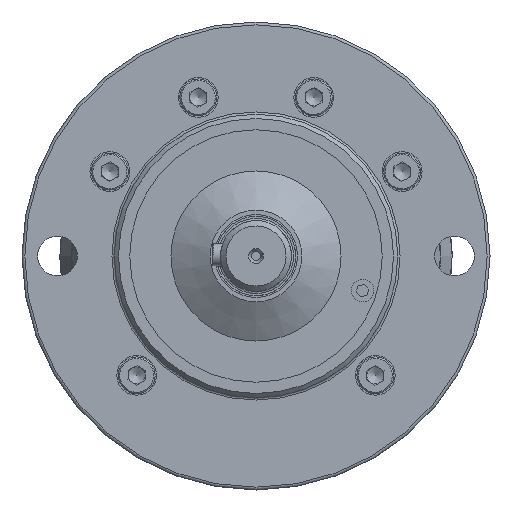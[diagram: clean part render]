
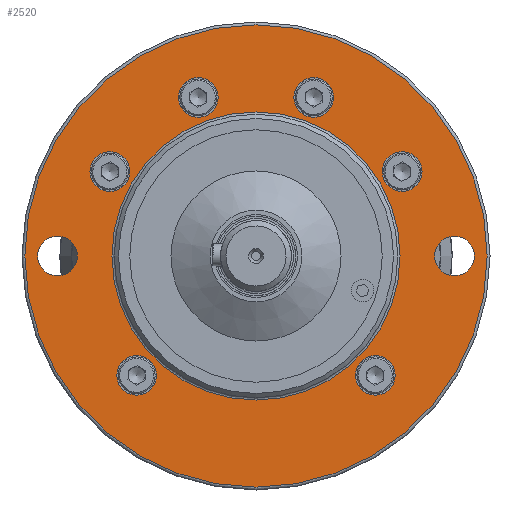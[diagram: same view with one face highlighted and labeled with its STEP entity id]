
A CAD part, front view. The second image highlights one B-rep face of the part: STEP entity #2520.
In plain terms, the highlighted planar face has unit normal (0, -1, 0).
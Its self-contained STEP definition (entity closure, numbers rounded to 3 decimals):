
#1766=PLANE('',#7878);
#2520=ADVANCED_FACE('',(#2835,#2836,#2837,#2838,#2839,#2840,#2841,#2842,
#2843,#2844),#1766,.T.);
#2835=FACE_BOUND('',#3399,.T.);
#2836=FACE_BOUND('',#3400,.T.);
#2837=FACE_BOUND('',#3401,.T.);
#2838=FACE_BOUND('',#3402,.T.);
#2839=FACE_BOUND('',#3403,.T.);
#2840=FACE_BOUND('',#3404,.T.);
#2841=FACE_BOUND('',#3405,.T.);
#2842=FACE_BOUND('',#3406,.T.);
#2843=FACE_BOUND('',#3407,.T.);
#2844=FACE_BOUND('',#3408,.T.);
#3399=EDGE_LOOP('',(#5277));
#3400=EDGE_LOOP('',(#5278));
#3401=EDGE_LOOP('',(#5279));
#3402=EDGE_LOOP('',(#5280));
#3403=EDGE_LOOP('',(#5281));
#3404=EDGE_LOOP('',(#5282));
#3405=EDGE_LOOP('',(#5283));
#3406=EDGE_LOOP('',(#5284));
#3407=EDGE_LOOP('',(#5285));
#3408=EDGE_LOOP('',(#5286));
#5277=ORIENTED_EDGE('',*,*,#6923,.T.);
#5278=ORIENTED_EDGE('',*,*,#6922,.T.);
#5279=ORIENTED_EDGE('',*,*,#6921,.T.);
#5280=ORIENTED_EDGE('',*,*,#6920,.T.);
#5281=ORIENTED_EDGE('',*,*,#6919,.T.);
#5282=ORIENTED_EDGE('',*,*,#6918,.T.);
#5283=ORIENTED_EDGE('',*,*,#6917,.T.);
#5284=ORIENTED_EDGE('',*,*,#6925,.T.);
#5285=ORIENTED_EDGE('',*,*,#6916,.F.);
#5286=ORIENTED_EDGE('',*,*,#6915,.F.);
#5968=VERTEX_POINT('',#14950);
#5969=VERTEX_POINT('',#14953);
#5970=VERTEX_POINT('',#14956);
#5971=VERTEX_POINT('',#14959);
#5972=VERTEX_POINT('',#14962);
#5973=VERTEX_POINT('',#14965);
#5974=VERTEX_POINT('',#14968);
#5975=VERTEX_POINT('',#14971);
#5976=VERTEX_POINT('',#14974);
#5978=VERTEX_POINT('',#14980);
#6915=EDGE_CURVE('',#5968,#5968,#7181,.T.);
#6916=EDGE_CURVE('',#5969,#5969,#7182,.T.);
#6917=EDGE_CURVE('',#5970,#5970,#7183,.T.);
#6918=EDGE_CURVE('',#5971,#5971,#7184,.T.);
#6919=EDGE_CURVE('',#5972,#5972,#7185,.T.);
#6920=EDGE_CURVE('',#5973,#5973,#7186,.T.);
#6921=EDGE_CURVE('',#5974,#5974,#7187,.T.);
#6922=EDGE_CURVE('',#5975,#5975,#7188,.T.);
#6923=EDGE_CURVE('',#5976,#5976,#7189,.T.);
#6925=EDGE_CURVE('',#5978,#5978,#7191,.T.);
#7181=CIRCLE('',#7857,7.);
#7182=CIRCLE('',#7859,7.);
#7183=CIRCLE('',#7861,7.);
#7184=CIRCLE('',#7863,7.);
#7185=CIRCLE('',#7865,7.);
#7186=CIRCLE('',#7867,7.);
#7187=CIRCLE('',#7869,7.);
#7188=CIRCLE('',#7871,7.);
#7189=CIRCLE('',#7873,81.5);
#7191=CIRCLE('',#7877,50.785);
#7857=AXIS2_PLACEMENT_3D('',#14949,#9746,#9747);
#7859=AXIS2_PLACEMENT_3D('',#14952,#9750,#9751);
#7861=AXIS2_PLACEMENT_3D('',#14955,#9754,#9755);
#7863=AXIS2_PLACEMENT_3D('',#14958,#9758,#9759);
#7865=AXIS2_PLACEMENT_3D('',#14961,#9762,#9763);
#7867=AXIS2_PLACEMENT_3D('',#14964,#9766,#9767);
#7869=AXIS2_PLACEMENT_3D('',#14967,#9770,#9771);
#7871=AXIS2_PLACEMENT_3D('',#14970,#9774,#9775);
#7873=AXIS2_PLACEMENT_3D('',#14973,#9778,#9779);
#7877=AXIS2_PLACEMENT_3D('',#14979,#9786,#9787);
#7878=AXIS2_PLACEMENT_3D('',#14981,#9788,#9789);
#9746=DIRECTION('',(0.,-1.,0.));
#9747=DIRECTION('',(0.,0.,1.));
#9750=DIRECTION('',(0.,-1.,0.));
#9751=DIRECTION('',(0.,0.,1.));
#9754=DIRECTION('',(0.,1.,0.));
#9755=DIRECTION('',(0.,0.,-1.));
#9758=DIRECTION('',(0.,1.,0.));
#9759=DIRECTION('',(0.,0.,-1.));
#9762=DIRECTION('',(0.,1.,0.));
#9763=DIRECTION('',(0.,0.,-1.));
#9766=DIRECTION('',(0.,1.,0.));
#9767=DIRECTION('',(0.,0.,-1.));
#9770=DIRECTION('',(0.,1.,0.));
#9771=DIRECTION('',(0.,0.,-1.));
#9774=DIRECTION('',(0.,1.,0.));
#9775=DIRECTION('',(0.,0.,-1.));
#9778=DIRECTION('',(0.,-1.,0.));
#9779=DIRECTION('',(0.,0.,1.));
#9786=DIRECTION('',(0.,1.,0.));
#9787=DIRECTION('',(0.,0.,1.));
#9788=DIRECTION('',(0.,-1.,0.));
#9789=DIRECTION('',(0.,0.,-1.));
#14949=CARTESIAN_POINT('',(70.,-18.,0.));
#14950=CARTESIAN_POINT('',(70.,-18.,7.));
#14952=CARTESIAN_POINT('',(-70.,-18.,0.));
#14953=CARTESIAN_POINT('',(-70.,-18.,7.));
#14955=CARTESIAN_POINT('',(51.529,-18.,29.75));
#14956=CARTESIAN_POINT('',(51.529,-18.,22.75));
#14958=CARTESIAN_POINT('',(20.35,-18.,55.912));
#14959=CARTESIAN_POINT('',(20.35,-18.,48.912));
#14961=CARTESIAN_POINT('',(-20.35,-18.,55.912));
#14962=CARTESIAN_POINT('',(-20.35,-18.,48.912));
#14964=CARTESIAN_POINT('',(-51.529,-18.,29.75));
#14965=CARTESIAN_POINT('',(-51.529,-18.,22.75));
#14967=CARTESIAN_POINT('',(42.073,-18.,-42.073));
#14968=CARTESIAN_POINT('',(42.073,-18.,-49.073));
#14970=CARTESIAN_POINT('',(-42.073,-18.,-42.073));
#14971=CARTESIAN_POINT('',(-42.073,-18.,-49.073));
#14973=CARTESIAN_POINT('',(0.,-18.,0.));
#14974=CARTESIAN_POINT('',(0.,-18.,81.5));
#14979=CARTESIAN_POINT('',(0.,-18.,0.));
#14980=CARTESIAN_POINT('',(0.,-18.,50.785));
#14981=CARTESIAN_POINT('',(49.985,-18.,0.));
